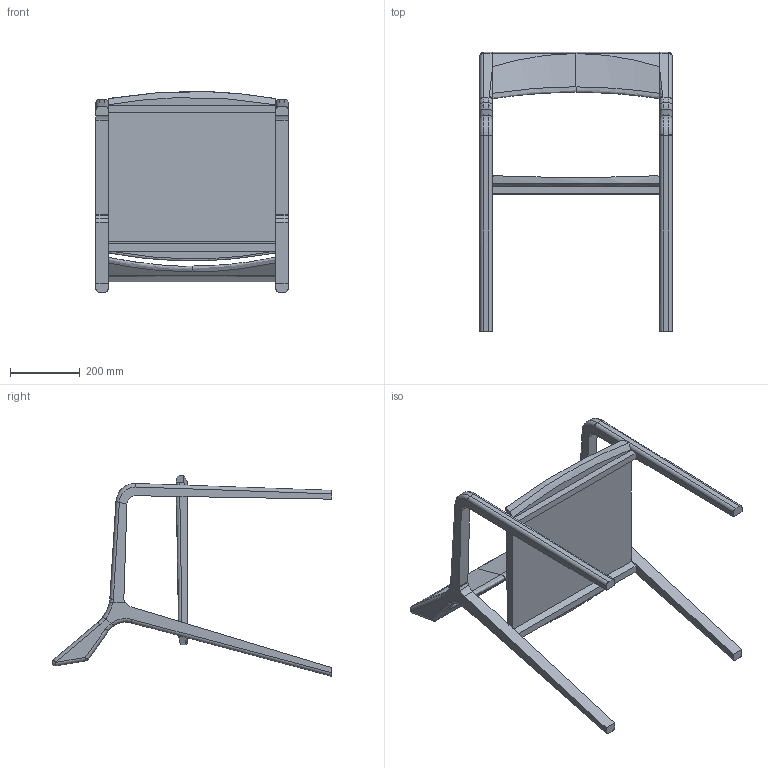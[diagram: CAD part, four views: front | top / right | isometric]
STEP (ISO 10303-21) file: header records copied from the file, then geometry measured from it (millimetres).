
FILE_DESCRIPTION (( 'STEP AP203' ), '1' );
FILE_NAME ('SKLOP_PRIMERA - 03042023.STEP', '2023-11-23T12:23:12', ( '' ), ( '' ), 'SwSTEP 2.0', 'SolidWorks 2023', '' );
FILE_SCHEMA (( 'CONFIG_CONTROL_DESIGN' ));
Length unit declared in the file: millimetre
Products named in the file (1): SKLOP_PRIMERA - 03042023
Bounding box: 550 x 800.04 x 574.36 mm (x, y, z)
Volume: 11722590 mm3; surface area: 1198223 mm2
Topology: 10 solids, 10 shells, 313 faces, 748 edges, 481 vertices
Faces by surface type: plane 139, cylinder 122, bspline 26, torus 26
Entity records: 12834 total; most frequent: CARTESIAN_POINT 5637, ORIENTED_EDGE 1484, DIRECTION 1447, EDGE_CURVE 742, AXIS2_PLACEMENT_3D 534, VERTEX_POINT 481, LINE 379, VECTOR 379
